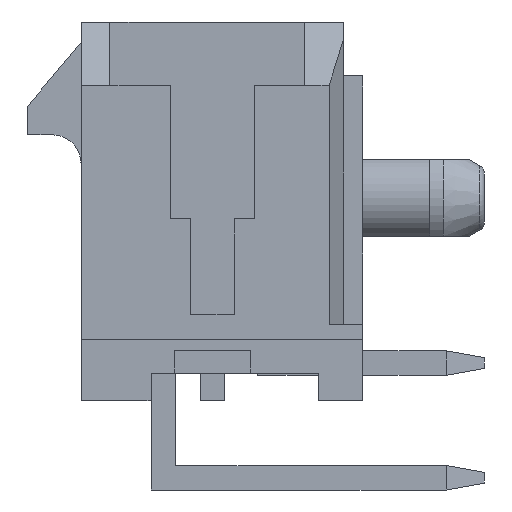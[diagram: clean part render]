
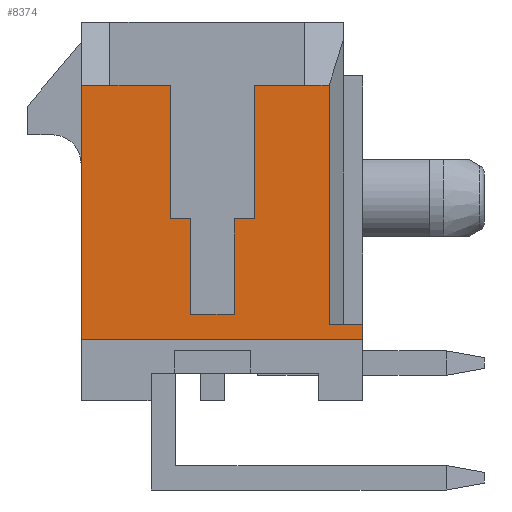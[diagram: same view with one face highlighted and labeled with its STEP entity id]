
A CAD part, left-side view. The second image highlights one B-rep face of the part: STEP entity #8374.
In plain terms, the highlighted planar face has unit normal (-1, 0, 0).
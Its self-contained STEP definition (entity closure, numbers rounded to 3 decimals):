
#1=DIRECTION('',(0.,0.,-1.));
#2=VECTOR('',#1,3.5);
#3=CARTESIAN_POINT('',(-12.325,-1.1,3.3));
#4=LINE('',#3,#2);
#5=DIRECTION('',(0.,1.,0.));
#6=VECTOR('',#5,1.31);
#7=CARTESIAN_POINT('',(-12.325,-2.41,3.3));
#8=LINE('',#7,#6);
#9=DIRECTION('',(0.,-1.,0.));
#10=VECTOR('',#9,0.645);
#11=CARTESIAN_POINT('',(-12.325,-2.41,3.3));
#12=LINE('',#11,#10);
#13=DIRECTION('',(0.,0.,-1.));
#14=VECTOR('',#13,6.26);
#15=CARTESIAN_POINT('',(-12.325,-3.055,3.3));
#16=LINE('',#15,#14);
#17=DIRECTION('',(0.,0.,-1.));
#18=VECTOR('',#17,0.4);
#19=CARTESIAN_POINT('',(-12.325,-3.935,-2.96));
#20=LINE('',#19,#18);
#21=DIRECTION('',(0.,1.,0.));
#22=VECTOR('',#21,7.37);
#23=CARTESIAN_POINT('',(-12.325,-3.935,-3.36));
#24=LINE('',#23,#22);
#25=DIRECTION('',(0.,0.,1.));
#26=VECTOR('',#25,6.66);
#27=CARTESIAN_POINT('',(-12.325,3.435,-3.36));
#28=LINE('',#27,#26);
#29=DIRECTION('',(0.,-1.,0.));
#30=VECTOR('',#29,0.755);
#31=CARTESIAN_POINT('',(-12.325,3.435,3.3));
#32=LINE('',#31,#30);
#33=DIRECTION('',(0.,1.,0.));
#34=VECTOR('',#33,1.58);
#35=CARTESIAN_POINT('',(-12.325,1.1,3.3));
#36=LINE('',#35,#34);
#37=DIRECTION('',(0.,0.,-1.));
#38=VECTOR('',#37,3.5);
#39=CARTESIAN_POINT('',(-12.325,1.1,3.3));
#40=LINE('',#39,#38);
#41=DIRECTION('',(0.,1.,0.));
#42=VECTOR('',#41,0.525);
#43=CARTESIAN_POINT('',(-12.325,0.575,-0.2));
#44=LINE('',#43,#42);
#45=DIRECTION('',(0.,0.,1.));
#46=VECTOR('',#45,2.5);
#47=CARTESIAN_POINT('',(-12.325,0.575,-2.7));
#48=LINE('',#47,#46);
#49=DIRECTION('',(0.,1.,0.));
#50=VECTOR('',#49,1.15);
#51=CARTESIAN_POINT('',(-12.325,-0.575,-2.7));
#52=LINE('',#51,#50);
#53=DIRECTION('',(0.,0.,-1.));
#54=VECTOR('',#53,2.5);
#55=CARTESIAN_POINT('',(-12.325,-0.575,-0.2));
#56=LINE('',#55,#54);
#57=DIRECTION('',(0.,1.,0.));
#58=VECTOR('',#57,0.525);
#59=CARTESIAN_POINT('',(-12.325,-1.1,-0.2));
#60=LINE('',#59,#58);
#6233=DIRECTION('',(0.,1.,0.));
#6234=VECTOR('',#6233,0.88);
#6235=CARTESIAN_POINT('',(-12.325,-3.935,-2.96));
#6236=LINE('',#6235,#6234);
#6402=CARTESIAN_POINT('',(-12.325,3.435,3.3));
#6404=VERTEX_POINT('',#6402);
#6447=CARTESIAN_POINT('',(-12.325,-3.935,-2.96));
#6448=CARTESIAN_POINT('',(-12.325,-3.055,-2.96));
#6449=VERTEX_POINT('',#6447);
#6450=VERTEX_POINT('',#6448);
#6455=CARTESIAN_POINT('',(-12.325,2.68,3.3));
#6456=VERTEX_POINT('',#6455);
#6457=CARTESIAN_POINT('',(-12.325,-2.41,3.3));
#6458=VERTEX_POINT('',#6457);
#6459=CARTESIAN_POINT('',(-12.325,-3.055,3.3));
#6460=VERTEX_POINT('',#6459);
#6675=CARTESIAN_POINT('',(-12.325,-1.1,3.3));
#6676=CARTESIAN_POINT('',(-12.325,-1.1,-0.2));
#6677=VERTEX_POINT('',#6675);
#6678=VERTEX_POINT('',#6676);
#6679=CARTESIAN_POINT('',(-12.325,-0.575,-0.2));
#6680=VERTEX_POINT('',#6679);
#6681=CARTESIAN_POINT('',(-12.325,-0.575,-2.7));
#6682=VERTEX_POINT('',#6681);
#6683=CARTESIAN_POINT('',(-12.325,0.575,-2.7));
#6684=VERTEX_POINT('',#6683);
#6685=CARTESIAN_POINT('',(-12.325,0.575,-0.2));
#6686=VERTEX_POINT('',#6685);
#6687=CARTESIAN_POINT('',(-12.325,1.1,-0.2));
#6688=VERTEX_POINT('',#6687);
#6689=CARTESIAN_POINT('',(-12.325,1.1,3.3));
#6690=VERTEX_POINT('',#6689);
#7405=CARTESIAN_POINT('',(-12.325,-3.935,-3.36));
#7406=CARTESIAN_POINT('',(-12.325,3.435,-3.36));
#7407=VERTEX_POINT('',#7405);
#7408=VERTEX_POINT('',#7406);
#8335=CARTESIAN_POINT('',(-12.325,0.,0.));
#8336=DIRECTION('',(1.,0.,0.));
#8337=DIRECTION('',(0.,0.,-1.));
#8338=AXIS2_PLACEMENT_3D('',#8335,#8336,#8337);
#8339=PLANE('',#8338);
#8341=ORIENTED_EDGE('',*,*,#8340,.F.);
#8343=ORIENTED_EDGE('',*,*,#8342,.F.);
#8345=ORIENTED_EDGE('',*,*,#8344,.T.);
#8347=ORIENTED_EDGE('',*,*,#8346,.T.);
#8349=ORIENTED_EDGE('',*,*,#8348,.F.);
#8351=ORIENTED_EDGE('',*,*,#8350,.T.);
#8353=ORIENTED_EDGE('',*,*,#8352,.T.);
#8355=ORIENTED_EDGE('',*,*,#8354,.T.);
#8357=ORIENTED_EDGE('',*,*,#8356,.T.);
#8359=ORIENTED_EDGE('',*,*,#8358,.F.);
#8361=ORIENTED_EDGE('',*,*,#8360,.T.);
#8363=ORIENTED_EDGE('',*,*,#8362,.F.);
#8365=ORIENTED_EDGE('',*,*,#8364,.F.);
#8367=ORIENTED_EDGE('',*,*,#8366,.F.);
#8369=ORIENTED_EDGE('',*,*,#8368,.F.);
#8371=ORIENTED_EDGE('',*,*,#8370,.F.);
#8372=EDGE_LOOP('',(#8341,#8343,#8345,#8347,#8349,#8351,#8353,#8355,#8357,#8359,
#8361,#8363,#8365,#8367,#8369,#8371));
#8373=FACE_OUTER_BOUND('',#8372,.F.);
#8374=ADVANCED_FACE('',(#8373),#8339,.F.);
#8340=EDGE_CURVE('',#6677,#6678,#4,.T.);
#8342=EDGE_CURVE('',#6458,#6677,#8,.T.);
#8344=EDGE_CURVE('',#6458,#6460,#12,.T.);
#8346=EDGE_CURVE('',#6460,#6450,#16,.T.);
#8348=EDGE_CURVE('',#6449,#6450,#6236,.T.);
#8350=EDGE_CURVE('',#6449,#7407,#20,.T.);
#8352=EDGE_CURVE('',#7407,#7408,#24,.T.);
#8354=EDGE_CURVE('',#7408,#6404,#28,.T.);
#8356=EDGE_CURVE('',#6404,#6456,#32,.T.);
#8358=EDGE_CURVE('',#6690,#6456,#36,.T.);
#8360=EDGE_CURVE('',#6690,#6688,#40,.T.);
#8362=EDGE_CURVE('',#6686,#6688,#44,.T.);
#8364=EDGE_CURVE('',#6684,#6686,#48,.T.);
#8366=EDGE_CURVE('',#6682,#6684,#52,.T.);
#8368=EDGE_CURVE('',#6680,#6682,#56,.T.);
#8370=EDGE_CURVE('',#6678,#6680,#60,.T.);
